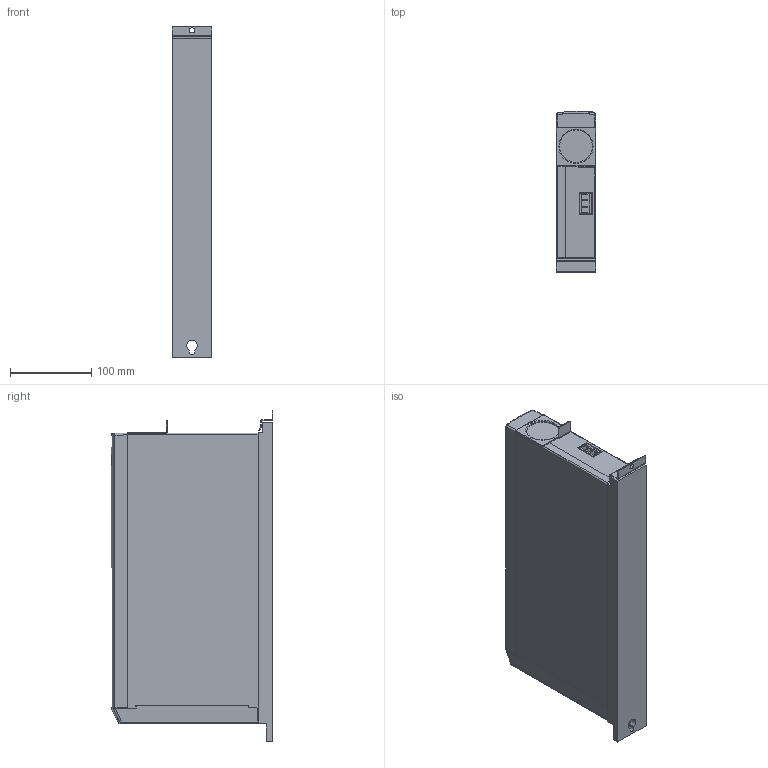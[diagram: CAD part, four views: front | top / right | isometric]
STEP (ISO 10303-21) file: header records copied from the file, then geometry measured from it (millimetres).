
FILE_DESCRIPTION (( 'STEP AP214' ), '1' );
FILE_NAME ('B0H6000-G000.STEP', '2010-12-10T09:05:40', ( 'KEB' ), ( 'Karl E. Brinkmann GmbH' ), 'SwSTEP 2.0', 'SolidWorks 2007', '' );
FILE_SCHEMA (( 'AUTOMOTIVE_DESIGN' ));
Length unit declared in the file: millimetre
Products named in the file (1): B0H6000-G000
Bounding box: 49 x 198.1 x 407 mm (x, y, z)
Volume: 865005.7 mm3; surface area: 417602.8 mm2
Topology: 19 solids, 20 shells, 829 faces, 2120 edges, 1367 vertices
Faces by surface type: plane 574, cylinder 181, bspline 28, cone 26, torus 16, sphere 4
Entity records: 35212 total; most frequent: CARTESIAN_POINT 6317, ORIENTED_EDGE 4224, DIRECTION 3732, EDGE_CURVE 2112, VECTOR 1454, LINE 1454, VERTEX_POINT 1367, AXIS2_PLACEMENT_3D 1139
